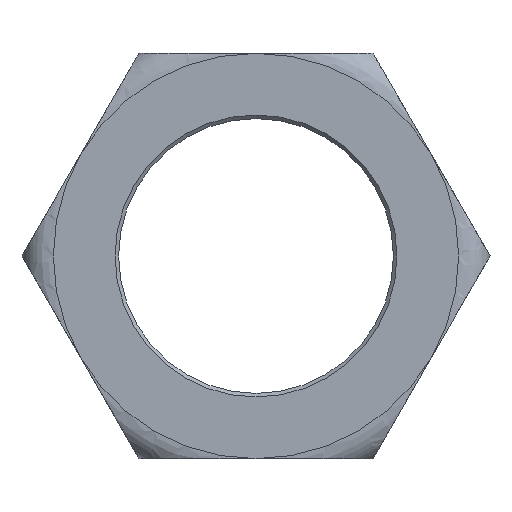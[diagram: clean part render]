
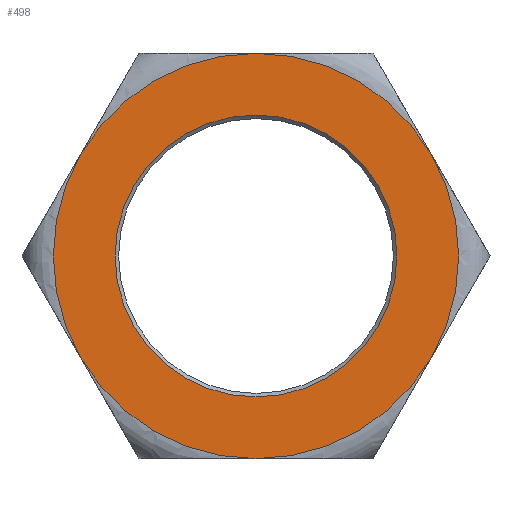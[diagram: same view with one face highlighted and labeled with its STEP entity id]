
A CAD part, front view. The second image highlights one B-rep face of the part: STEP entity #498.
In plain terms, the highlighted planar face has unit normal (0, -1, 0).
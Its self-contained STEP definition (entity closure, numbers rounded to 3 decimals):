
#4 = CARTESIAN_POINT ( 'NONE',  ( 0., -64., 115. ) ) ;
#11 = PLANE ( 'NONE',  #1540 ) ;
#34 = EDGE_CURVE ( 'NONE', #838, #526, #1201, .T. ) ;
#36 = LINE ( 'NONE', #1265, #124 ) ;
#56 = ORIENTED_EDGE ( 'NONE', *, *, #390, .F. ) ;
#57 = AXIS2_PLACEMENT_3D ( 'NONE', #513, #1130, #1000 ) ;
#66 = DIRECTION ( 'NONE',  ( 1., 0., 0. ) ) ;
#71 = VERTEX_POINT ( 'NONE', #345 ) ;
#72 = CARTESIAN_POINT ( 'NONE',  ( -132.791, -64., 0. ) ) ;
#80 = EDGE_CURVE ( 'NONE', #526, #387, #435, .T. ) ;
#124 = VECTOR ( 'NONE', #879, 1000. ) ;
#149 = ORIENTED_EDGE ( 'NONE', *, *, #745, .T. ) ;
#155 = AXIS2_PLACEMENT_3D ( 'NONE', #355, #712, #978 ) ;
#157 = AXIS2_PLACEMENT_3D ( 'NONE', #1235, #760, #1308 ) ;
#186 = ORIENTED_EDGE ( 'NONE', *, *, #914, .F. ) ;
#261 = EDGE_CURVE ( 'NONE', #660, #318, #687, .T. ) ;
#302 = AXIS2_PLACEMENT_3D ( 'NONE', #1118, #503, #1368 ) ;
#318 = VERTEX_POINT ( 'NONE', #1087 ) ;
#331 = EDGE_CURVE ( 'NONE', #1383, #1505, #990, .T. ) ;
#345 = CARTESIAN_POINT ( 'NONE',  ( -99.593, -64., 57.5 ) ) ;
#348 = ORIENTED_EDGE ( 'NONE', *, *, #261, .F. ) ;
#355 = CARTESIAN_POINT ( 'NONE',  ( 0., -64., 0. ) ) ;
#368 = VERTEX_POINT ( 'NONE', #789 ) ;
#387 = VERTEX_POINT ( 'NONE', #772 ) ;
#388 = DIRECTION ( 'NONE',  ( 0., 1., 0. ) ) ;
#390 = EDGE_CURVE ( 'NONE', #520, #660, #1566, .T. ) ;
#395 = CARTESIAN_POINT ( 'NONE',  ( -99.593, -64., 57.5 ) ) ;
#401 = DIRECTION ( 'NONE',  ( 0., 1., 0. ) ) ;
#425 = DIRECTION ( 'NONE',  ( 0.5, 0., 0.866 ) ) ;
#435 = CIRCLE ( 'NONE', #1329, 115. ) ;
#438 = CIRCLE ( 'NONE', #1336, 115. ) ;
#443 = ORIENTED_EDGE ( 'NONE', *, *, #1369, .F. ) ;
#447 = ORIENTED_EDGE ( 'NONE', *, *, #1212, .F. ) ;
#481 = DIRECTION ( 'NONE',  ( 0., 1., 0. ) ) ;
#482 = VERTEX_POINT ( 'NONE', #739 ) ;
#486 = CARTESIAN_POINT ( 'NONE',  ( -66.395, -64., -115. ) ) ;
#489 = DIRECTION ( 'NONE',  ( 0., 1., 0. ) ) ;
#494 = DIRECTION ( 'NONE',  ( 1., 0., 0. ) ) ;
#498 = ADVANCED_FACE ( 'NONE', ( #863, #1210 ), #11, .F. ) ;
#500 = DIRECTION ( 'NONE',  ( 0., 0., 1. ) ) ;
#502 = CARTESIAN_POINT ( 'NONE',  ( 0., -64., 0. ) ) ;
#503 = DIRECTION ( 'NONE',  ( 0., 1., 0. ) ) ;
#513 = CARTESIAN_POINT ( 'NONE',  ( 0., -64., 0. ) ) ;
#520 = VERTEX_POINT ( 'NONE', #631 ) ;
#526 = VERTEX_POINT ( 'NONE', #642 ) ;
#537 = AXIS2_PLACEMENT_3D ( 'NONE', #1256, #401, #66 ) ;
#540 = VERTEX_POINT ( 'NONE', #395 ) ;
#563 = ORIENTED_EDGE ( 'NONE', *, *, #80, .F. ) ;
#597 = DIRECTION ( 'NONE',  ( 0.5, 0., -0.866 ) ) ;
#621 = EDGE_CURVE ( 'NONE', #540, #71, #1548, .T. ) ;
#627 = CARTESIAN_POINT ( 'NONE',  ( -99.593, -64., -57.5 ) ) ;
#631 = CARTESIAN_POINT ( 'NONE',  ( 99.593, -64., -57.5 ) ) ;
#642 = CARTESIAN_POINT ( 'NONE',  ( 0., -64., 115. ) ) ;
#660 = VERTEX_POINT ( 'NONE', #1306 ) ;
#687 = LINE ( 'NONE', #1292, #1437 ) ;
#712 = DIRECTION ( 'NONE',  ( 0., 1., 0. ) ) ;
#723 = DIRECTION ( 'NONE',  ( 1., 0., 0. ) ) ;
#733 = VERTEX_POINT ( 'NONE', #968 ) ;
#739 = CARTESIAN_POINT ( 'NONE',  ( 0., -64., 80. ) ) ;
#741 = VECTOR ( 'NONE', #869, 1000. ) ;
#745 = EDGE_CURVE ( 'NONE', #482, #482, #847, .T. ) ;
#760 = DIRECTION ( 'NONE',  ( 0., 1., 0. ) ) ;
#772 = CARTESIAN_POINT ( 'NONE',  ( 99.593, -64., 57.5 ) ) ;
#789 = CARTESIAN_POINT ( 'NONE',  ( 99.593, -64., -57.5 ) ) ;
#838 = VERTEX_POINT ( 'NONE', #4 ) ;
#847 = CIRCLE ( 'NONE', #155, 80. ) ;
#858 = CARTESIAN_POINT ( 'NONE',  ( 66.395, -64., 115. ) ) ;
#863 = FACE_BOUND ( 'NONE', #1116, .T. ) ;
#869 = DIRECTION ( 'NONE',  ( -0.5, 0., 0.866 ) ) ;
#873 = ORIENTED_EDGE ( 'NONE', *, *, #34, .F. ) ;
#879 = DIRECTION ( 'NONE',  ( -0.5, 0., -0.866 ) ) ;
#914 = EDGE_CURVE ( 'NONE', #368, #520, #36, .T. ) ;
#937 = DIRECTION ( 'NONE',  ( -1., 0., 0. ) ) ;
#948 = EDGE_CURVE ( 'NONE', #318, #1383, #1439, .T. ) ;
#968 = CARTESIAN_POINT ( 'NONE',  ( 99.593, -64., 57.5 ) ) ;
#978 = DIRECTION ( 'NONE',  ( 0., 0., 1. ) ) ;
#986 = ORIENTED_EDGE ( 'NONE', *, *, #948, .F. ) ;
#990 = LINE ( 'NONE', #486, #741 ) ;
#999 = CIRCLE ( 'NONE', #302, 115. ) ;
#1000 = DIRECTION ( 'NONE',  ( 1., 0., 0. ) ) ;
#1061 = VECTOR ( 'NONE', #425, 1000. ) ;
#1072 = CARTESIAN_POINT ( 'NONE',  ( 0., -64., 0. ) ) ;
#1086 = EDGE_CURVE ( 'NONE', #733, #368, #438, .T. ) ;
#1087 = CARTESIAN_POINT ( 'NONE',  ( 0., -64., -115. ) ) ;
#1090 = CARTESIAN_POINT ( 'NONE',  ( 0., -64., 0. ) ) ;
#1116 = EDGE_LOOP ( 'NONE', ( #149 ) ) ;
#1118 = CARTESIAN_POINT ( 'NONE',  ( 0., -64., 0. ) ) ;
#1126 = VECTOR ( 'NONE', #723, 1000. ) ;
#1130 = DIRECTION ( 'NONE',  ( 0., 1., 0. ) ) ;
#1145 = EDGE_CURVE ( 'NONE', #71, #838, #1464, .T. ) ;
#1201 = LINE ( 'NONE', #1443, #1126 ) ;
#1205 = ORIENTED_EDGE ( 'NONE', *, *, #621, .F. ) ;
#1210 = FACE_OUTER_BOUND ( 'NONE', #1519, .T. ) ;
#1212 = EDGE_CURVE ( 'NONE', #387, #733, #1326, .T. ) ;
#1235 = CARTESIAN_POINT ( 'NONE',  ( 0., -64., 0. ) ) ;
#1256 = CARTESIAN_POINT ( 'NONE',  ( 0., -64., 0. ) ) ;
#1265 = CARTESIAN_POINT ( 'NONE',  ( 132.791, -64., 0. ) ) ;
#1292 = CARTESIAN_POINT ( 'NONE',  ( 66.395, -64., -115. ) ) ;
#1306 = CARTESIAN_POINT ( 'NONE',  ( 0., -64., -115. ) ) ;
#1308 = DIRECTION ( 'NONE',  ( 1., 0., 0. ) ) ;
#1317 = DIRECTION ( 'NONE',  ( 1., 0., 0. ) ) ;
#1326 = LINE ( 'NONE', #858, #1591 ) ;
#1329 = AXIS2_PLACEMENT_3D ( 'NONE', #1090, #489, #1317 ) ;
#1336 = AXIS2_PLACEMENT_3D ( 'NONE', #502, #388, #494 ) ;
#1337 = ORIENTED_EDGE ( 'NONE', *, *, #1145, .F. ) ;
#1368 = DIRECTION ( 'NONE',  ( 1., 0., 0. ) ) ;
#1369 = EDGE_CURVE ( 'NONE', #1505, #540, #999, .T. ) ;
#1383 = VERTEX_POINT ( 'NONE', #627 ) ;
#1437 = VECTOR ( 'NONE', #937, 1000. ) ;
#1439 = CIRCLE ( 'NONE', #57, 115. ) ;
#1443 = CARTESIAN_POINT ( 'NONE',  ( -66.395, -64., 115. ) ) ;
#1464 = CIRCLE ( 'NONE', #157, 115. ) ;
#1476 = ORIENTED_EDGE ( 'NONE', *, *, #1086, .F. ) ;
#1505 = VERTEX_POINT ( 'NONE', #1571 ) ;
#1519 = EDGE_LOOP ( 'NONE', ( #56, #186, #1476, #447, #563, #873, #1337, #1205, #443, #1547, #986, #348 ) ) ;
#1540 = AXIS2_PLACEMENT_3D ( 'NONE', #1072, #481, #500 ) ;
#1547 = ORIENTED_EDGE ( 'NONE', *, *, #331, .F. ) ;
#1548 = LINE ( 'NONE', #72, #1061 ) ;
#1566 = CIRCLE ( 'NONE', #537, 115. ) ;
#1571 = CARTESIAN_POINT ( 'NONE',  ( -99.593, -64., -57.5 ) ) ;
#1591 = VECTOR ( 'NONE', #597, 1000. ) ;
